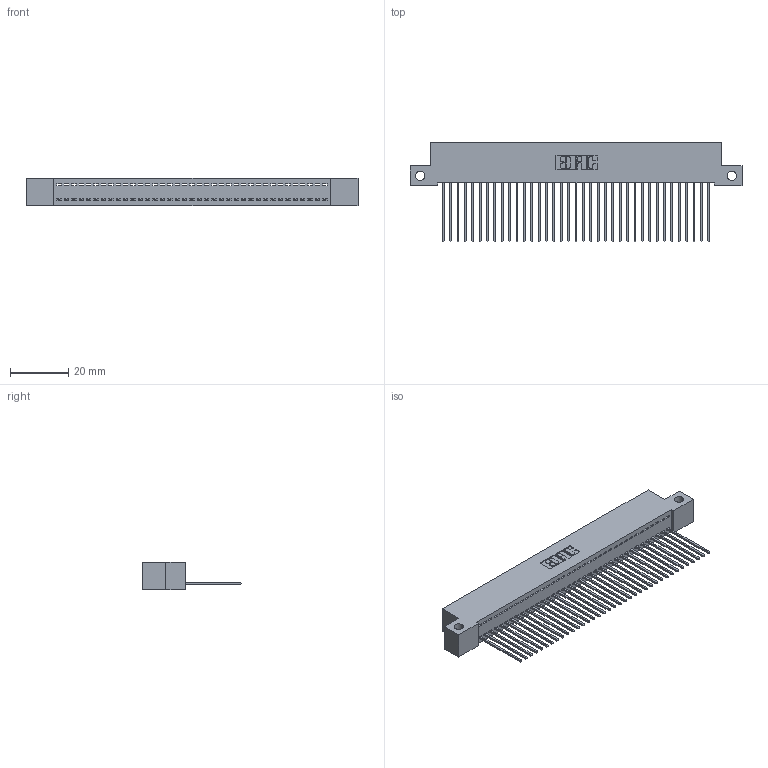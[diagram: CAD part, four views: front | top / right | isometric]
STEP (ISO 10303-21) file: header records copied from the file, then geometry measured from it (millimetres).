
FILE_DESCRIPTION (( 'STEP AP203' ), '1' );
FILE_NAME ('342-037-541-112.STEP', '2019-10-02T14:09:38', ( '' ), ( '' ), 'SwSTEP 2.0', 'SolidWorks 2016', '' );
FILE_SCHEMA (( 'CONFIG_CONTROL_DESIGN' ));
Length unit declared in the file: inch
Products named in the file (3): 342 Part_Side Mount; 345-292-001_345-293-141; 342-037-541-112
Assembly tree (38 placements, depth 2):
  342-037-541-112
    342 Part_Side Mount
    345-292-001_345-293-141  x37
Bounding box: 114.3 x 34.3 x 9.4 mm (x, y, z)
Volume: 10051.6 mm3; surface area: 15198.1 mm2
Topology: 38 solids, 38 shells, 2256 faces, 6811 edges, 4490 vertices
Faces by surface type: plane 1620, cylinder 636
Entity records: 23155 total; most frequent: CARTESIAN_POINT 4001, ORIENTED_EDGE 3974, DIRECTION 3385, EDGE_CURVE 1987, VECTOR 1859, LINE 1859, VERTEX_POINT 1322, AXIS2_PLACEMENT_3D 763
